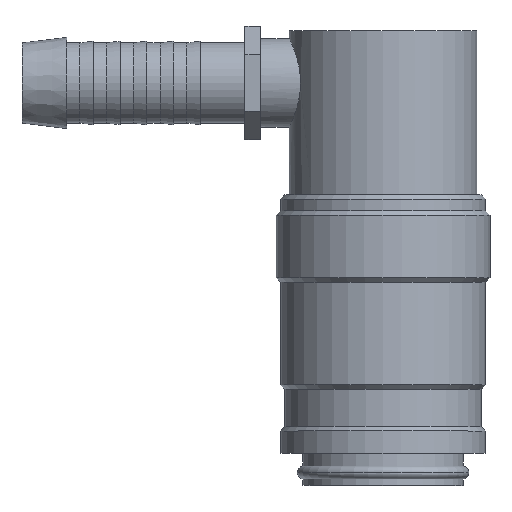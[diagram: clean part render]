
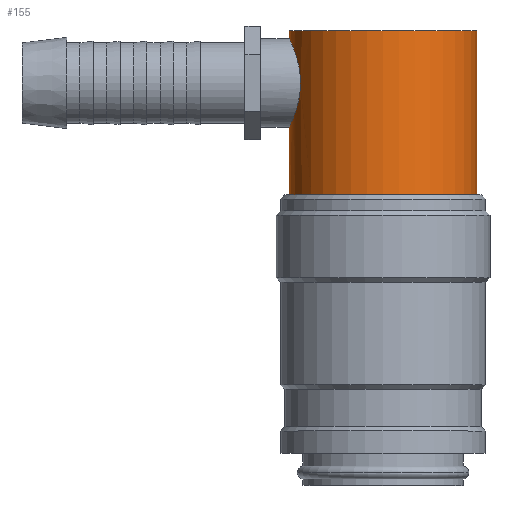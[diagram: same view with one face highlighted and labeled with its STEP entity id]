
A CAD part, top view. The second image highlights one B-rep face of the part: STEP entity #155.
In plain terms, the highlighted cylindrical face has radius 10.5 mm (diameter 21 mm), a partial arc.
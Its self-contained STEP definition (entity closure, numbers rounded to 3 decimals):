
#155=ADVANCED_FACE('',(#366),#367,.T.);
#366=FACE_OUTER_BOUND('',#641,.T.);
#367=CYLINDRICAL_SURFACE('',#642,10.5);
#641=EDGE_LOOP('',(#1028,#1029,#1030,#1031,#1032,#1033));
#642=AXIS2_PLACEMENT_3D('',#1034,#1035,#1036);
#1028=ORIENTED_EDGE('',*,*,#1584,.T.);
#1029=ORIENTED_EDGE('',*,*,#1644,.F.);
#1030=ORIENTED_EDGE('',*,*,#1589,.T.);
#1031=ORIENTED_EDGE('',*,*,#1645,.F.);
#1032=ORIENTED_EDGE('',*,*,#1586,.T.);
#1033=ORIENTED_EDGE('',*,*,#1646,.F.);
#1034=CARTESIAN_POINT('',(0.0,40.42,0.0));
#1035=DIRECTION('',(-0.0,1.0,0.0));
#1036=DIRECTION('',(1.0,0.0,0.0));
#1584=EDGE_CURVE('',#1880,#1881,#1882,.T.);
#1586=EDGE_CURVE('',#1885,#1883,#1886,.T.);
#1589=EDGE_CURVE('',#1891,#1889,#1892,.T.);
#1644=EDGE_CURVE('',#1891,#1881,#1973,.T.);
#1645=EDGE_CURVE('',#1885,#1889,#1974,.T.);
#1646=EDGE_CURVE('',#1880,#1883,#1975,.T.);
#1880=VERTEX_POINT('',#2305);
#1881=VERTEX_POINT('',#2306);
#1882=LINE('',#2307,#2308);
#1883=VERTEX_POINT('',#2309);
#1885=VERTEX_POINT('',#2311);
#1886=LINE('',#2312,#2313);
#1889=VERTEX_POINT('',#2333);
#1891=VERTEX_POINT('',#2352);
#1892=LINE('',#2353,#2354);
#1973=CIRCLE('',#2453,10.5);
#1974=B_SPLINE_CURVE_WITH_KNOTS('',3,(#2454,#2455,#2456,#2457,#2458,#2459,#2460,#2461,#2462,#2463,#2464,#2465,#2466,#2467,#2468,#2469,#2470,#2471,#2472,#2473,#2474,#2475,#2476,#2477,#2478,#2479,#2480,#2481,#2482,#2483,#2484,#2485,#2486,#2487),.UNSPECIFIED.,.F.,.F.,(4,2,2,2,2,2,2,2,2,2,2,2,2,2,2,2,4),(7.592,8.54,9.488,10.436,11.384,12.334,13.284,14.234,15.183,16.133,17.083,18.033,18.983,19.931,20.879,21.827,22.775),.UNSPECIFIED.);
#1975=CIRCLE('',#2488,10.5);
#2305=CARTESIAN_POINT('',(10.5,32.6,0.));
#2306=CARTESIAN_POINT('',(10.5,51.0,0.0));
#2307=CARTESIAN_POINT('',(10.5,40.42,0.));
#2308=VECTOR('',#2830,1.0);
#2309=CARTESIAN_POINT('',(-10.5,32.6,0.));
#2311=CARTESIAN_POINT('',(-10.5,40.2,0.));
#2312=CARTESIAN_POINT('',(-10.5,40.42,0.));
#2313=VECTOR('',#2834,1.0);
#2333=CARTESIAN_POINT('',(-10.5,50.1,0.));
#2352=CARTESIAN_POINT('',(-10.5,51.0,0.));
#2353=CARTESIAN_POINT('',(-10.5,40.42,0.));
#2354=VECTOR('',#2835,1.0);
#2453=AXIS2_PLACEMENT_3D('',#2923,#2924,#2925);
#2454=CARTESIAN_POINT('',(-10.5,40.2,0.));
#2455=CARTESIAN_POINT('',(-10.5,40.2,0.316));
#2456=CARTESIAN_POINT('',(-10.485,40.231,0.641));
#2457=CARTESIAN_POINT('',(-10.426,40.358,1.285));
#2458=CARTESIAN_POINT('',(-10.381,40.455,1.604));
#2459=CARTESIAN_POINT('',(-10.269,40.71,2.212));
#2460=CARTESIAN_POINT('',(-10.201,40.867,2.503));
#2461=CARTESIAN_POINT('',(-10.055,41.229,3.038));
#2462=CARTESIAN_POINT('',(-9.976,41.433,3.283));
#2463=CARTESIAN_POINT('',(-9.823,41.867,3.717));
#2464=CARTESIAN_POINT('',(-9.742,42.112,3.922));
#2465=CARTESIAN_POINT('',(-9.589,42.648,4.283));
#2466=CARTESIAN_POINT('',(-9.516,42.938,4.44));
#2467=CARTESIAN_POINT('',(-9.393,43.546,4.694));
#2468=CARTESIAN_POINT('',(-9.343,43.864,4.791));
#2469=CARTESIAN_POINT('',(-9.277,44.508,4.919));
#2470=CARTESIAN_POINT('',(-9.26,44.833,4.95));
#2471=CARTESIAN_POINT('',(-9.26,45.467,4.95));
#2472=CARTESIAN_POINT('',(-9.277,45.792,4.919));
#2473=CARTESIAN_POINT('',(-9.343,46.436,4.791));
#2474=CARTESIAN_POINT('',(-9.393,46.754,4.694));
#2475=CARTESIAN_POINT('',(-9.516,47.362,4.44));
#2476=CARTESIAN_POINT('',(-9.589,47.652,4.283));
#2477=CARTESIAN_POINT('',(-9.742,48.188,3.922));
#2478=CARTESIAN_POINT('',(-9.823,48.433,3.717));
#2479=CARTESIAN_POINT('',(-9.976,48.867,3.283));
#2480=CARTESIAN_POINT('',(-10.055,49.071,3.038));
#2481=CARTESIAN_POINT('',(-10.201,49.433,2.503));
#2482=CARTESIAN_POINT('',(-10.269,49.59,2.212));
#2483=CARTESIAN_POINT('',(-10.381,49.845,1.604));
#2484=CARTESIAN_POINT('',(-10.426,49.942,1.285));
#2485=CARTESIAN_POINT('',(-10.485,50.069,0.641));
#2486=CARTESIAN_POINT('',(-10.5,50.1,0.316));
#2487=CARTESIAN_POINT('',(-10.5,50.1,0.));
#2488=AXIS2_PLACEMENT_3D('',#2926,#2927,#2928);
#2830=DIRECTION('',(0.0,1.0,0.0));
#2834=DIRECTION('',(-0.0,-1.0,-0.0));
#2835=DIRECTION('',(-0.0,-1.0,-0.0));
#2923=CARTESIAN_POINT('',(0.0,51.0,0.0));
#2924=DIRECTION('',(-0.0,1.0,0.0));
#2925=DIRECTION('',(1.0,0.0,0.0));
#2926=CARTESIAN_POINT('',(0.0,32.6,0.0));
#2927=DIRECTION('',(0.,-1.0,-0.0));
#2928=DIRECTION('',(1.0,0.,0.0));
